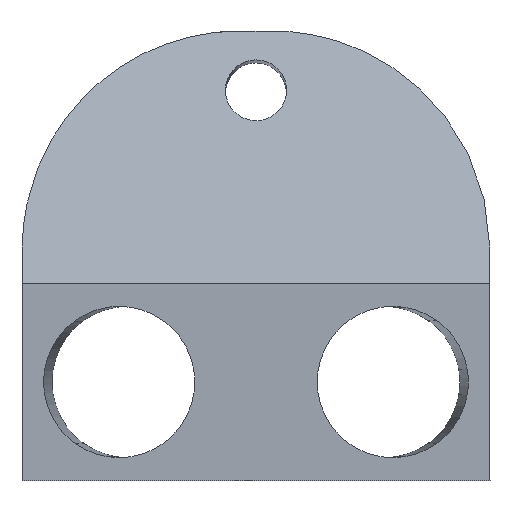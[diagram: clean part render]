
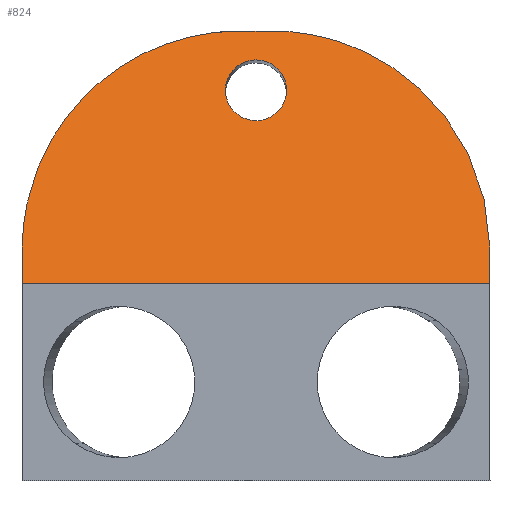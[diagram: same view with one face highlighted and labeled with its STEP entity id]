
A CAD part, left-side view. The second image highlights one B-rep face of the part: STEP entity #824.
In plain terms, the highlighted planar face has unit normal (-0.707, 0, 0.707).
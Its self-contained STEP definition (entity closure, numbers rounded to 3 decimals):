
#21=FACE_BOUND('',#116,.T.);
#27=PLANE('',#952);
#70=FACE_OUTER_BOUND('',#115,.T.);
#115=EDGE_LOOP('',(#686,#687,#688,#689,#690,#691));
#116=EDGE_LOOP('',(#692));
#128=ELLIPSE('',#850,1.192,0.85);
#191=ELLIPSE('',#945,8.485,6.);
#194=ELLIPSE('',#950,8.485,6.);
#232=LINE('',#1458,#285);
#234=LINE('',#1468,#287);
#238=LINE('',#1475,#291);
#239=LINE('',#1476,#292);
#285=VECTOR('',#1206,1.);
#287=VECTOR('',#1216,1.);
#291=VECTOR('',#1222,1.);
#292=VECTOR('',#1223,1.);
#306=VERTEX_POINT('',#1258);
#367=VERTEX_POINT('',#1445);
#368=VERTEX_POINT('',#1446);
#372=VERTEX_POINT('',#1455);
#374=VERTEX_POINT('',#1461);
#375=VERTEX_POINT('',#1466);
#376=VERTEX_POINT('',#1467);
#389=EDGE_CURVE('',#306,#306,#128,.T.);
#482=EDGE_CURVE('',#367,#368,#191,.T.);
#488=EDGE_CURVE('',#372,#367,#232,.T.);
#491=EDGE_CURVE('',#374,#372,#194,.T.);
#492=EDGE_CURVE('',#375,#376,#234,.T.);
#496=EDGE_CURVE('',#374,#376,#238,.T.);
#497=EDGE_CURVE('',#375,#368,#239,.T.);
#686=ORIENTED_EDGE('',*,*,#496,.F.);
#687=ORIENTED_EDGE('',*,*,#491,.T.);
#688=ORIENTED_EDGE('',*,*,#488,.T.);
#689=ORIENTED_EDGE('',*,*,#482,.T.);
#690=ORIENTED_EDGE('',*,*,#497,.F.);
#691=ORIENTED_EDGE('',*,*,#492,.T.);
#692=ORIENTED_EDGE('',*,*,#389,.T.);
#824=ADVANCED_FACE('',(#70,#21),#27,.T.);
#850=AXIS2_PLACEMENT_3D('',#1260,#976,#977);
#945=AXIS2_PLACEMENT_3D('',#1447,#1196,#1197);
#950=AXIS2_PLACEMENT_3D('',#1464,#1212,#1213);
#952=AXIS2_PLACEMENT_3D('',#1474,#1220,#1221);
#976=DIRECTION('center_axis',(0.707,0.,-0.707));
#977=DIRECTION('ref_axis',(-0.707,0.,-0.707));
#1196=DIRECTION('center_axis',(-0.707,0.,0.707));
#1197=DIRECTION('ref_axis',(-0.707,0.009,-0.707));
#1206=DIRECTION('',(0.,1.,0.));
#1212=DIRECTION('center_axis',(-0.707,0.,0.707));
#1213=DIRECTION('ref_axis',(-0.707,-0.009,-0.707));
#1216=DIRECTION('',(0.,-1.,0.));
#1220=DIRECTION('center_axis',(-0.707,0.,0.707));
#1221=DIRECTION('ref_axis',(0.707,0.,0.707));
#1222=DIRECTION('',(-0.707,-0.005,-0.707));
#1223=DIRECTION('',(0.707,-0.005,0.707));
#1258=CARTESIAN_POINT('',(-5.6,-0.85,5.185));
#1260=CARTESIAN_POINT('Origin',(-5.6,0.,
5.185));
#1445=CARTESIAN_POINT('',(-3.953,0.453,6.831));
#1446=CARTESIAN_POINT('',(-9.953,6.493,0.831));
#1447=CARTESIAN_POINT('Origin',(-9.953,0.493,0.831));
#1455=CARTESIAN_POINT('',(-3.953,-0.453,6.831));
#1458=CARTESIAN_POINT('',(-3.953,0.,6.831));
#1461=CARTESIAN_POINT('',(-9.953,-6.493,0.831));
#1464=CARTESIAN_POINT('Origin',(-9.953,-0.493,0.831));
#1466=CARTESIAN_POINT('',(-10.953,6.5,-0.169));
#1467=CARTESIAN_POINT('',(-10.953,-6.5,-0.169));
#1468=CARTESIAN_POINT('',(-10.953,0.,-0.169));
#1474=CARTESIAN_POINT('Origin',(-5.664,0.,
5.12));
#1475=CARTESIAN_POINT('',(-5.923,-6.466,4.862));
#1476=CARTESIAN_POINT('',(-5.923,6.466,4.862));
